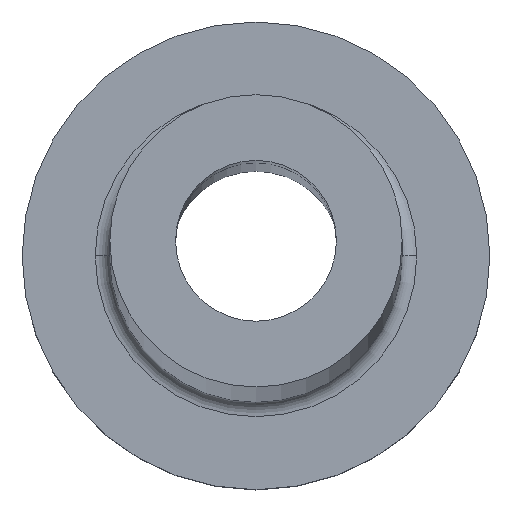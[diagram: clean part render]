
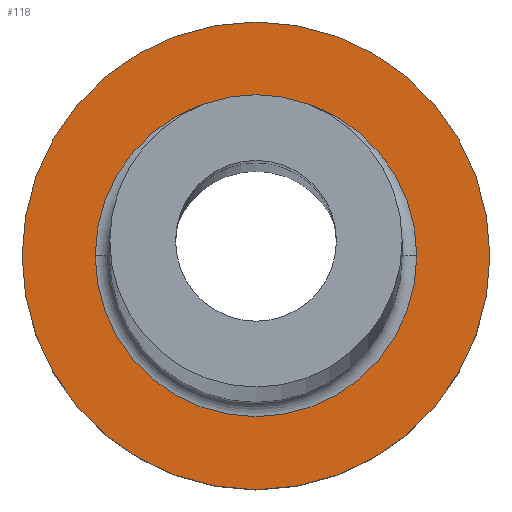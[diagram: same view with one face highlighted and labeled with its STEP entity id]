
A CAD part, top view. The second image highlights one B-rep face of the part: STEP entity #118.
In plain terms, the highlighted planar face has unit normal (0, 0, 1).
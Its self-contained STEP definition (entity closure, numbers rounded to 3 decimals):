
#2 = DIRECTION ( 'NONE',  ( 1., 0., 0. ) ) ;
#11 = EDGE_CURVE ( 'NONE', #132, #237, #461, .T. ) ;
#46 = EDGE_CURVE ( 'NONE', #237, #132, #417, .T. ) ;
#48 = ORIENTED_EDGE ( 'NONE', *, *, #46, .T. ) ;
#52 = AXIS2_PLACEMENT_3D ( 'NONE', #263, #392, #2 ) ;
#56 = CARTESIAN_POINT ( 'NONE',  ( 0., 0., 5. ) ) ;
#62 = CARTESIAN_POINT ( 'NONE',  ( 0., 0., 5. ) ) ;
#68 = CIRCLE ( 'NONE', #204, 8. ) ;
#77 = AXIS2_PLACEMENT_3D ( 'NONE', #62, #221, #223 ) ;
#92 = EDGE_LOOP ( 'NONE', ( #48, #252 ) ) ;
#94 = ORIENTED_EDGE ( 'NONE', *, *, #296, .T. ) ;
#97 = DIRECTION ( 'NONE',  ( 0., 0., -1. ) ) ;
#99 = FACE_OUTER_BOUND ( 'NONE', #129, .T. ) ;
#112 = CARTESIAN_POINT ( 'NONE',  ( 0., 0., 5. ) ) ;
#118 = ADVANCED_FACE ( 'NONE', ( #423, #99 ), #386, .T. ) ;
#126 = CARTESIAN_POINT ( 'NONE',  ( 0., 0., 5. ) ) ;
#129 = EDGE_LOOP ( 'NONE', ( #452, #94 ) ) ;
#132 = VERTEX_POINT ( 'NONE', #341 ) ;
#178 = AXIS2_PLACEMENT_3D ( 'NONE', #126, #412, #205 ) ;
#188 = VERTEX_POINT ( 'NONE', #454 ) ;
#204 = AXIS2_PLACEMENT_3D ( 'NONE', #112, #297, #238 ) ;
#205 = DIRECTION ( 'NONE',  ( 1., 0., 0. ) ) ;
#221 = DIRECTION ( 'NONE',  ( 0., 0., 1. ) ) ;
#223 = DIRECTION ( 'NONE',  ( 1., 0., 0. ) ) ;
#237 = VERTEX_POINT ( 'NONE', #295 ) ;
#238 = DIRECTION ( 'NONE',  ( 1., 0., 0. ) ) ;
#252 = ORIENTED_EDGE ( 'NONE', *, *, #11, .T. ) ;
#263 = CARTESIAN_POINT ( 'NONE',  ( 0., 0., 5. ) ) ;
#295 = CARTESIAN_POINT ( 'NONE',  ( 5.5, 0., 5. ) ) ;
#296 = EDGE_CURVE ( 'NONE', #304, #188, #444, .T. ) ;
#297 = DIRECTION ( 'NONE',  ( 0., 0., 1. ) ) ;
#304 = VERTEX_POINT ( 'NONE', #398 ) ;
#341 = CARTESIAN_POINT ( 'NONE',  ( -5.5, 0., 5. ) ) ;
#359 = AXIS2_PLACEMENT_3D ( 'NONE', #56, #97, #458 ) ;
#360 = EDGE_CURVE ( 'NONE', #188, #304, #68, .T. ) ;
#386 = PLANE ( 'NONE',  #77 ) ;
#392 = DIRECTION ( 'NONE',  ( 0., 0., 1. ) ) ;
#398 = CARTESIAN_POINT ( 'NONE',  ( 8., 0., 5. ) ) ;
#412 = DIRECTION ( 'NONE',  ( 0., 0., -1. ) ) ;
#417 = CIRCLE ( 'NONE', #178, 5.5 ) ;
#423 = FACE_BOUND ( 'NONE', #92, .T. ) ;
#444 = CIRCLE ( 'NONE', #52, 8. ) ;
#452 = ORIENTED_EDGE ( 'NONE', *, *, #360, .T. ) ;
#454 = CARTESIAN_POINT ( 'NONE',  ( -8., 0., 5. ) ) ;
#458 = DIRECTION ( 'NONE',  ( 1., 0., 0. ) ) ;
#461 = CIRCLE ( 'NONE', #359, 5.5 ) ;
